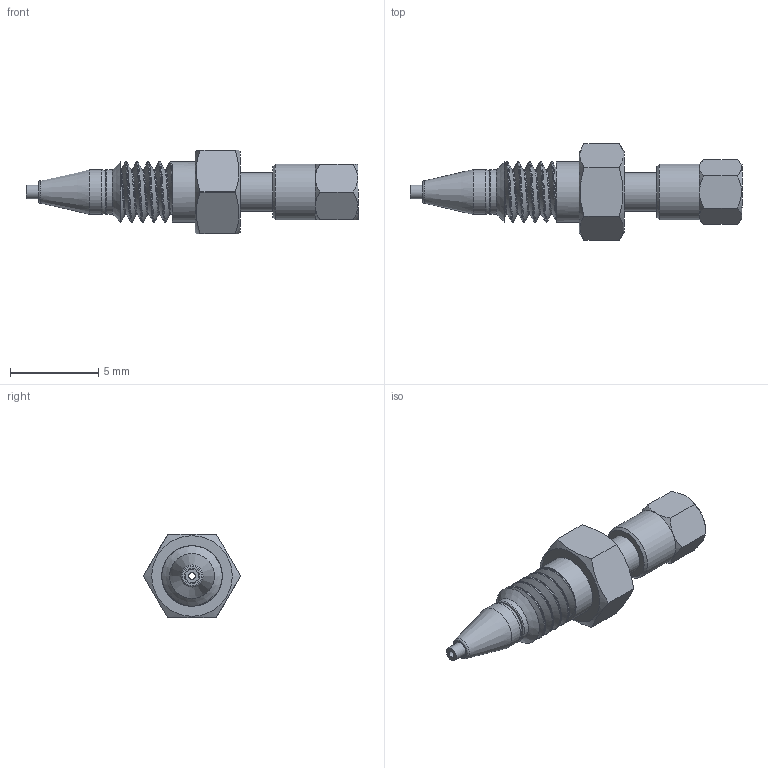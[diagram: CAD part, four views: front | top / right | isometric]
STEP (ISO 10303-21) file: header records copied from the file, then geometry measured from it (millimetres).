
FILE_DESCRIPTION((''),'2;1');
FILE_NAME('622312-C360IZR.5TS6 Internal reducer.stp','2013-08-21T15:46:24',('Franzp'),(''),'Autodesk Inventor 2013','Autodesk Inventor 2013','');
FILE_SCHEMA(('AUTOMOTIVE_DESIGN { 1 0 10303 214 1 1 1 1 }'));
Length unit declared in the file: millimetre
Products named in the file (1): 622312_Shrinkwrap_1
Bounding box: 18.83 x 5.5 x 4.76 mm (x, y, z)
Surface area: 372.2 mm2 (no closed solid volume)
Topology: 0 solids, 6 shells, 59 faces, 158 edges, 97 vertices
Faces by surface type: plane 23, cone 15, cylinder 11, bspline 6, torus 4
Full cylindrical faces by diameter (mm): 0.381 x1, 0.787 x1, 0.902 x1, 1.016 x1, 2.184 x1, 2.487 x2, 2.54 x2, 3.175 x1, 3.429 x1
Entity records: 3227 total; most frequent: CARTESIAN_POINT 1894, DIRECTION 250, ORIENTED_EDGE 211, EDGE_CURVE 129, AXIS2_PLACEMENT_3D 116, EDGE_LOOP 94, VERTEX_POINT 92, CIRCLE 62
